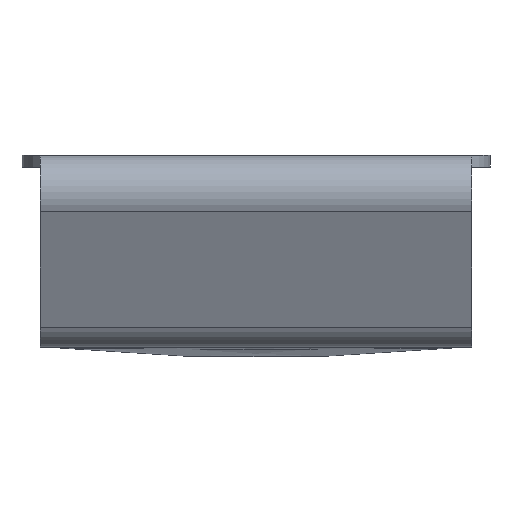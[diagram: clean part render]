
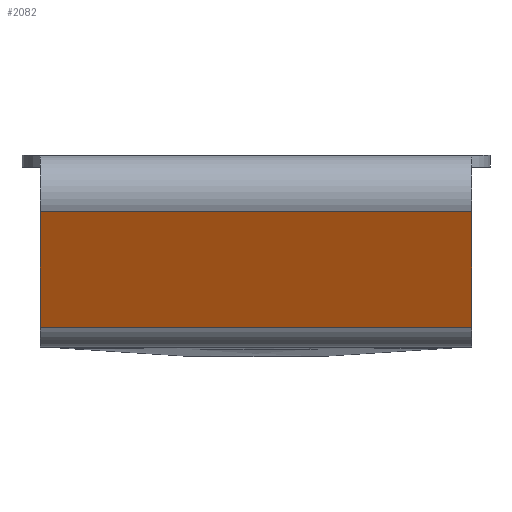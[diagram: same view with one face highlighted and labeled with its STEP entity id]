
A CAD part, left-side view. The second image highlights one B-rep face of the part: STEP entity #2082.
In plain terms, the highlighted planar face has unit normal (-0.906, 0, -0.423).
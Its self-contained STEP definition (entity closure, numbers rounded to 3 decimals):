
#4 = VERTEX_POINT ( 'NONE', #609 ) ;
#51 = ORIENTED_EDGE ( 'NONE', *, *, #111, .T. ) ;
#111 = EDGE_CURVE ( 'NONE', #1317, #4, #1325, .T. ) ;
#216 = VECTOR ( 'NONE', #490, 1000. ) ;
#326 = ORIENTED_EDGE ( 'NONE', *, *, #570, .T. ) ;
#418 = VERTEX_POINT ( 'NONE', #1972 ) ;
#420 = CARTESIAN_POINT ( 'NONE',  ( -21.825, -46.5, -5.785 ) ) ;
#490 = DIRECTION ( 'NONE',  ( 0., -1., 0. ) ) ;
#517 = VECTOR ( 'NONE', #1270, 1000. ) ;
#570 = EDGE_CURVE ( 'NONE', #589, #1317, #793, .T. ) ;
#589 = VERTEX_POINT ( 'NONE', #1836 ) ;
#609 = CARTESIAN_POINT ( 'NONE',  ( -7.227, -46.5, -37.09 ) ) ;
#788 = VECTOR ( 'NONE', #2161, 1000. ) ;
#793 = LINE ( 'NONE', #939, #517 ) ;
#828 = LINE ( 'NONE', #1180, #216 ) ;
#876 = DIRECTION ( 'NONE',  ( 0.423, 0., -0.906 ) ) ;
#939 = CARTESIAN_POINT ( 'NONE',  ( -21.825, 46.5, -5.785 ) ) ;
#972 = DIRECTION ( 'NONE',  ( 0., -1., 0. ) ) ;
#1115 = EDGE_CURVE ( 'NONE', #4, #418, #1632, .T. ) ;
#1133 = PLANE ( 'NONE',  #1855 ) ;
#1180 = CARTESIAN_POINT ( 'NONE',  ( -18.884, -46.5, -12.092 ) ) ;
#1253 = VECTOR ( 'NONE', #972, 1000. ) ;
#1270 = DIRECTION ( 'NONE',  ( 0.423, 0., -0.906 ) ) ;
#1317 = VERTEX_POINT ( 'NONE', #1524 ) ;
#1325 = LINE ( 'NONE', #1487, #1253 ) ;
#1421 = EDGE_LOOP ( 'NONE', ( #1451, #326, #51, #1899 ) ) ;
#1451 = ORIENTED_EDGE ( 'NONE', *, *, #1931, .F. ) ;
#1487 = CARTESIAN_POINT ( 'NONE',  ( -7.227, 0., -37.09 ) ) ;
#1524 = CARTESIAN_POINT ( 'NONE',  ( -7.227, 46.5, -37.09 ) ) ;
#1590 = CARTESIAN_POINT ( 'NONE',  ( -21.825, 0., -5.785 ) ) ;
#1632 = LINE ( 'NONE', #420, #788 ) ;
#1655 = FACE_OUTER_BOUND ( 'NONE', #1421, .T. ) ;
#1836 = CARTESIAN_POINT ( 'NONE',  ( -18.884, 46.5, -12.092 ) ) ;
#1855 = AXIS2_PLACEMENT_3D ( 'NONE', #1590, #2130, #876 ) ;
#1899 = ORIENTED_EDGE ( 'NONE', *, *, #1115, .T. ) ;
#1931 = EDGE_CURVE ( 'NONE', #589, #418, #828, .T. ) ;
#1972 = CARTESIAN_POINT ( 'NONE',  ( -18.884, -46.5, -12.092 ) ) ;
#2082 = ADVANCED_FACE ( 'NONE', ( #1655 ), #1133, .F. ) ;
#2130 = DIRECTION ( 'NONE',  ( 0.906, 0., 0.423 ) ) ;
#2161 = DIRECTION ( 'NONE',  ( -0.423, 0., 0.906 ) ) ;
